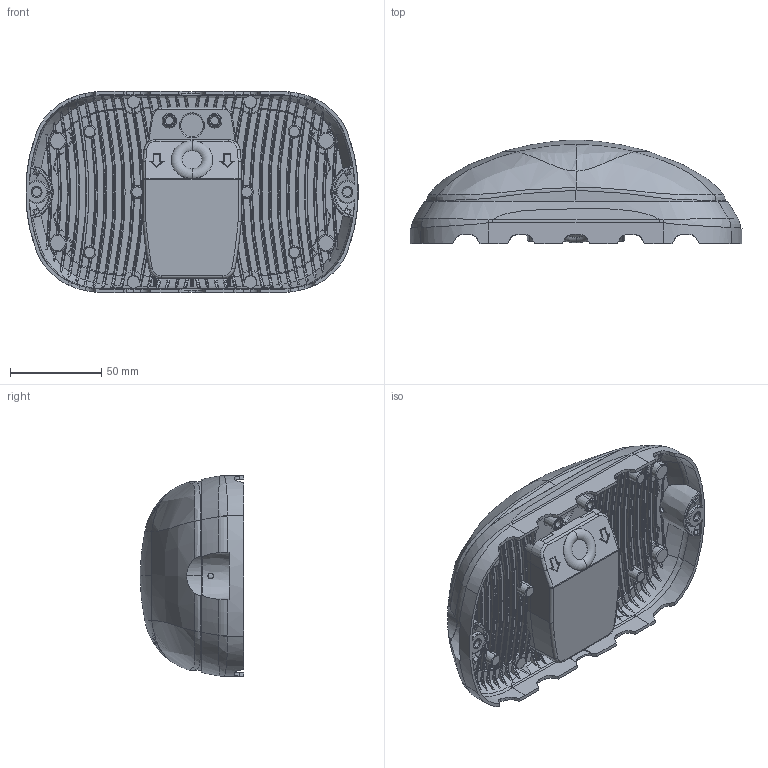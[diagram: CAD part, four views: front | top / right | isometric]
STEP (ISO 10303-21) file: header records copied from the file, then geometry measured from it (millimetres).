
FILE_DESCRIPTION (( 'STEP AP214' ), '1' );
FILE_NAME ('CA-7115_plastic case.STEP', '2025-02-28T09:46:50', ( '' ), ( '' ), 'SwSTEP 2.0', 'SolidWorks 2021', '' );
FILE_SCHEMA (( 'AUTOMOTIVE_DESIGN' ));
Length unit declared in the file: millimetre
Products named in the file (1): CA-7115_plastic case
Bounding box: 181.52 x 56.52 x 110 mm (x, y, z)
Volume: 455435.3 mm3; surface area: 84920.1 mm2
Topology: 1 solids, 17 shells, 2127 faces, 5901 edges, 3820 vertices
Faces by surface type: bspline 964, plane 489, cylinder 282, cone 212, torus 174, sphere 6
Entity records: 131143 total; most frequent: CARTESIAN_POINT 86404, ORIENTED_EDGE 11794, EDGE_CURVE 5897, DIRECTION 5885, VERTEX_POINT 3820, B_SPLINE_CURVE_WITH_KNOTS 3507, AXIS2_PLACEMENT_3D 2419, EDGE_LOOP 2155
